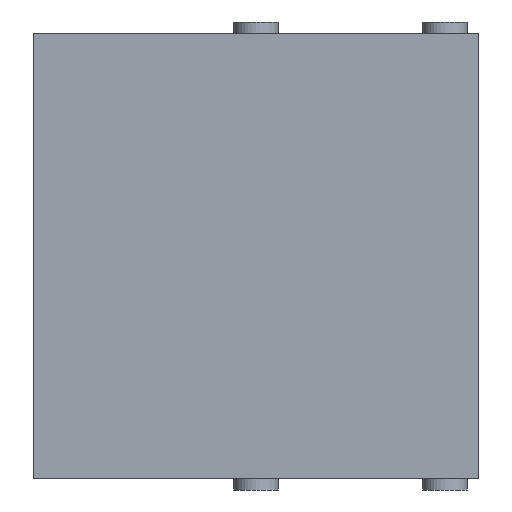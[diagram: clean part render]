
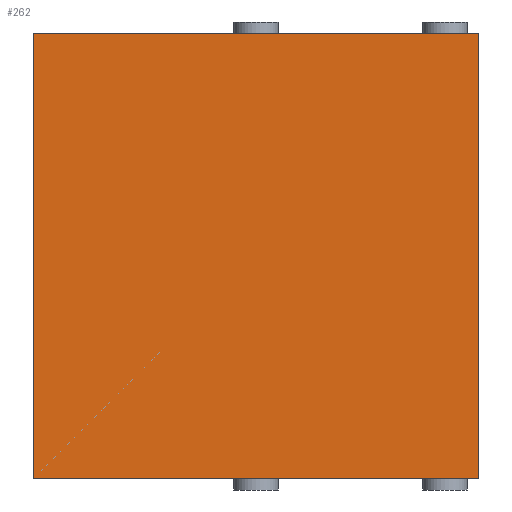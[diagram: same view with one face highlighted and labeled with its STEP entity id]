
A CAD part, front view. The second image highlights one B-rep face of the part: STEP entity #262.
In plain terms, the highlighted planar face has unit normal (0, -1, 0).
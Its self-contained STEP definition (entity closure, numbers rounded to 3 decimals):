
#18 = CARTESIAN_POINT ( 'NONE',  ( 100., -75., 100. ) ) ;
#30 = ORIENTED_EDGE ( 'NONE', *, *, #137, .F. ) ;
#34 = VECTOR ( 'NONE', #454, 1000. ) ;
#51 = LINE ( 'NONE', #76, #34 ) ;
#65 = CARTESIAN_POINT ( 'NONE',  ( -100., -75., 100. ) ) ;
#73 = DIRECTION ( 'NONE',  ( 0., 0., -1. ) ) ;
#76 = CARTESIAN_POINT ( 'NONE',  ( -100., -75., -100. ) ) ;
#87 = LINE ( 'NONE', #381, #416 ) ;
#101 = LINE ( 'NONE', #204, #272 ) ;
#117 = CARTESIAN_POINT ( 'NONE',  ( 100., -75., -100. ) ) ;
#129 = VERTEX_POINT ( 'NONE', #161 ) ;
#133 = EDGE_CURVE ( 'NONE', #256, #129, #87, .T. ) ;
#137 = EDGE_CURVE ( 'NONE', #256, #232, #101, .T. ) ;
#138 = ORIENTED_EDGE ( 'NONE', *, *, #133, .T. ) ;
#161 = CARTESIAN_POINT ( 'NONE',  ( -100., -75., -100. ) ) ;
#183 = LINE ( 'NONE', #417, #338 ) ;
#204 = CARTESIAN_POINT ( 'NONE',  ( -100., -75., 100. ) ) ;
#232 = VERTEX_POINT ( 'NONE', #18 ) ;
#239 = EDGE_LOOP ( 'NONE', ( #516, #357, #30, #138 ) ) ;
#256 = VERTEX_POINT ( 'NONE', #318 ) ;
#262 = ADVANCED_FACE ( 'NONE', ( #475 ), #401, .F. ) ;
#272 = VECTOR ( 'NONE', #467, 1000. ) ;
#278 = EDGE_CURVE ( 'NONE', #232, #352, #183, .T. ) ;
#287 = EDGE_CURVE ( 'NONE', #129, #352, #51, .T. ) ;
#311 = AXIS2_PLACEMENT_3D ( 'NONE', #65, #426, #469 ) ;
#318 = CARTESIAN_POINT ( 'NONE',  ( -100., -75., 100. ) ) ;
#338 = VECTOR ( 'NONE', #73, 1000. ) ;
#352 = VERTEX_POINT ( 'NONE', #117 ) ;
#357 = ORIENTED_EDGE ( 'NONE', *, *, #278, .F. ) ;
#381 = CARTESIAN_POINT ( 'NONE',  ( -100., -75., 100. ) ) ;
#401 = PLANE ( 'NONE',  #311 ) ;
#416 = VECTOR ( 'NONE', #428, 1000. ) ;
#417 = CARTESIAN_POINT ( 'NONE',  ( 100., -75., 100. ) ) ;
#426 = DIRECTION ( 'NONE',  ( 0., 1., 0. ) ) ;
#428 = DIRECTION ( 'NONE',  ( 0., 0., -1. ) ) ;
#454 = DIRECTION ( 'NONE',  ( 1., 0., 0. ) ) ;
#467 = DIRECTION ( 'NONE',  ( 1., 0., 0. ) ) ;
#469 = DIRECTION ( 'NONE',  ( 0., 0., 1. ) ) ;
#475 = FACE_OUTER_BOUND ( 'NONE', #239, .T. ) ;
#516 = ORIENTED_EDGE ( 'NONE', *, *, #287, .T. ) ;
